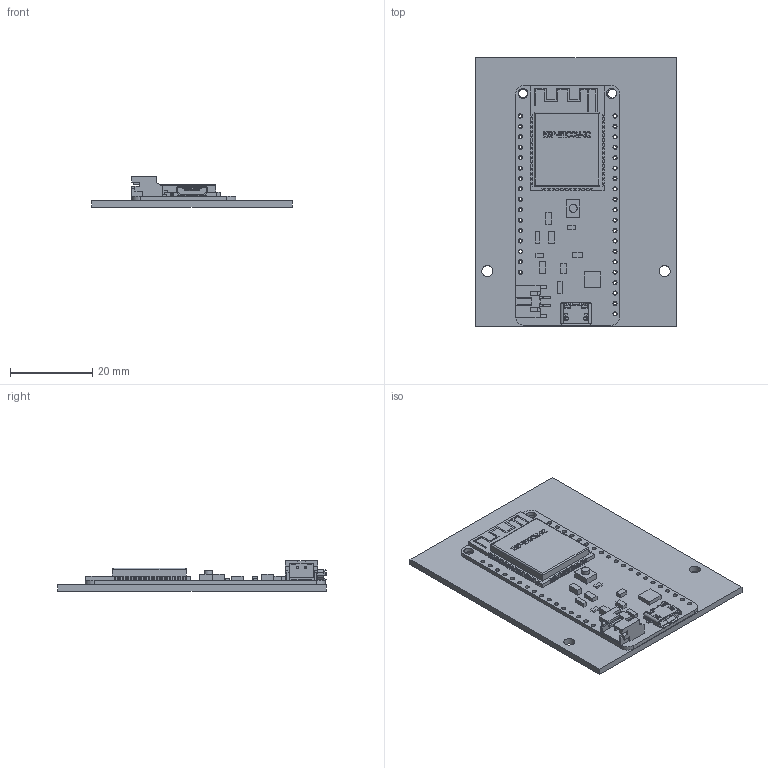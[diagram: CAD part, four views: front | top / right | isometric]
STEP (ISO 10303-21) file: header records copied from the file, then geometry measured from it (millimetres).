
FILE_DESCRIPTION(('KiCad electronic assembly'),'2;1');
FILE_NAME('ESP32PCB.step','2025-02-05T16:28:27',('Pcbnew'),('Kicad'), 'Open CASCADE STEP processor 7.8','KiCad to STEP converter','Unknown' );
FILE_SCHEMA(('AUTOMOTIVE_DESIGN { 1 0 10303 214 1 1 1 1 }'));
Length unit declared in the file: millimetre
Products named in the file (4): ESP32PCB 1; Lolin32+V1.0.0 v2; ESP32PCB_PCB
Assembly tree (3 placements, depth 3):
  ESP32PCB 1
    Lolin32+V1.0.0 v2
      Lolin32+V1.0.0 v2
    ESP32PCB_PCB
Bounding box: 49 x 65.5 x 7.45 mm (x, y, z)
Volume: 7774.9 mm3; surface area: 12051.5 mm2
Topology: 9 solids, 9 shells, 1750 faces, 4830 edges, 3102 vertices
Faces by surface type: plane 1442, cylinder 279, bspline 27, sphere 2
Full cylindrical faces by diameter (mm): 0.762 x36, 1 x36, 1.916 x1, 2.2 x2, 2.4 x2, 2.7 x2
Entity records: 55946 total; most frequent: CARTESIAN_POINT 10594, ORIENTED_EDGE 9656, DIRECTION 8811, EDGE_CURVE 4828, LINE 4223, VECTOR 4223, VERTEX_POINT 3102, AXIS2_PLACEMENT_3D 2294
